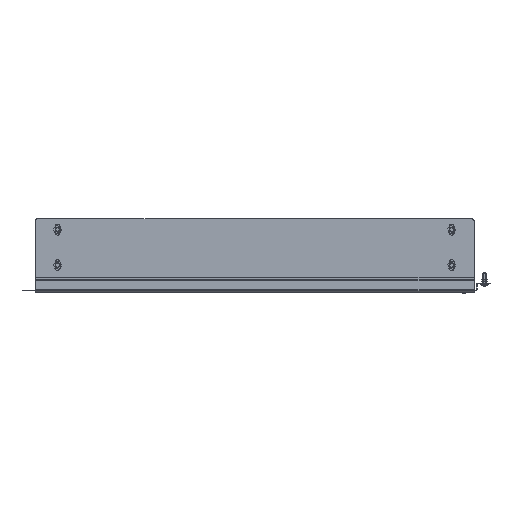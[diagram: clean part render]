
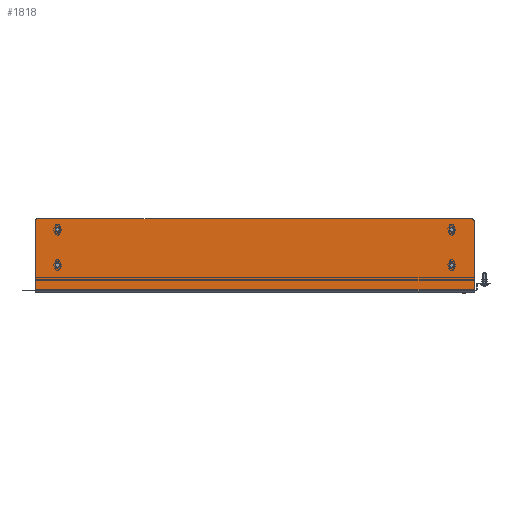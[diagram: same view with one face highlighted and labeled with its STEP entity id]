
A CAD part, front view. The second image highlights one B-rep face of the part: STEP entity #1818.
In plain terms, the highlighted planar face has unit normal (0, -1, 0).
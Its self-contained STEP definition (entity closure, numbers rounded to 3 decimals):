
#1734 = AXIS2_PLACEMENT_3D ( 'NONE', #25996, #3517, #12260 ) ;
#1754 = CIRCLE ( 'NONE', #1734, 4.5 ) ;
#1802 = CARTESIAN_POINT ( 'NONE',  ( 360., 0., 114. ) ) ;
#1818 = ADVANCED_FACE ( 'NONE', ( #19955, #28889, #29191, #8527, #8223 ), #13205, .F. ) ;
#2488 = CIRCLE ( 'NONE', #17943, 4.5 ) ;
#2895 = EDGE_LOOP ( 'NONE', ( #23523, #3797 ) ) ;
#2927 = CARTESIAN_POINT ( 'NONE',  ( -360., 0., 118.5 ) ) ;
#3517 = DIRECTION ( 'NONE',  ( 0., 1., 0. ) ) ;
#3663 = LINE ( 'NONE', #28867, #14767 ) ;
#3797 = ORIENTED_EDGE ( 'NONE', *, *, #7206, .T. ) ;
#4180 = VERTEX_POINT ( 'NONE', #5818 ) ;
#4663 = AXIS2_PLACEMENT_3D ( 'NONE', #24653, #10937, #10502 ) ;
#4695 = CARTESIAN_POINT ( 'NONE',  ( 401., 0., 129. ) ) ;
#5015 = VERTEX_POINT ( 'NONE', #23184 ) ;
#5818 = CARTESIAN_POINT ( 'NONE',  ( -396., 0., 134. ) ) ;
#5830 = DIRECTION ( 'NONE',  ( 0., 0., 1. ) ) ;
#6028 = AXIS2_PLACEMENT_3D ( 'NONE', #19665, #28881, #15304 ) ;
#6534 = CIRCLE ( 'NONE', #6028, 4.5 ) ;
#7206 = EDGE_CURVE ( 'NONE', #5015, #19959, #24946, .T. ) ;
#7599 = DIRECTION ( 'NONE',  ( 0., 0., -1. ) ) ;
#7615 = CARTESIAN_POINT ( 'NONE',  ( 360., 0., 49. ) ) ;
#7665 = ORIENTED_EDGE ( 'NONE', *, *, #28804, .T. ) ;
#7820 = VERTEX_POINT ( 'NONE', #2927 ) ;
#7951 = CARTESIAN_POINT ( 'NONE',  ( 360., 0., 53.5 ) ) ;
#8018 = CIRCLE ( 'NONE', #23413, 5. ) ;
#8054 = DIRECTION ( 'NONE',  ( 0., 0., 1. ) ) ;
#8132 = ORIENTED_EDGE ( 'NONE', *, *, #28857, .T. ) ;
#8223 = FACE_OUTER_BOUND ( 'NONE', #14713, .T. ) ;
#8527 = FACE_BOUND ( 'NONE', #15890, .T. ) ;
#8625 = EDGE_LOOP ( 'NONE', ( #24997, #13039 ) ) ;
#8751 = DIRECTION ( 'NONE',  ( 0., 0., 1. ) ) ;
#9305 = LINE ( 'NONE', #27404, #13736 ) ;
#9363 = CARTESIAN_POINT ( 'NONE',  ( 360., 0., 44.5 ) ) ;
#9450 = VERTEX_POINT ( 'NONE', #7951 ) ;
#9861 = DIRECTION ( 'NONE',  ( 0., 0., 1. ) ) ;
#10157 = CARTESIAN_POINT ( 'NONE',  ( -360., 0., 114. ) ) ;
#10158 = CARTESIAN_POINT ( 'NONE',  ( -360., 0., 53.5 ) ) ;
#10502 = DIRECTION ( 'NONE',  ( 0., 0., 1. ) ) ;
#10698 = AXIS2_PLACEMENT_3D ( 'NONE', #7615, #27818, #16816 ) ;
#10937 = DIRECTION ( 'NONE',  ( 0., 1., 0. ) ) ;
#11003 = VERTEX_POINT ( 'NONE', #10158 ) ;
#11115 = DIRECTION ( 'NONE',  ( 0., 0., -1. ) ) ;
#11287 = VERTEX_POINT ( 'NONE', #14753 ) ;
#11610 = VECTOR ( 'NONE', #16125, 1000. ) ;
#11664 = CIRCLE ( 'NONE', #10698, 4.5 ) ;
#11884 = EDGE_CURVE ( 'NONE', #28584, #9450, #6534, .T. ) ;
#12158 = EDGE_CURVE ( 'NONE', #7820, #16078, #24736, .T. ) ;
#12260 = DIRECTION ( 'NONE',  ( 0., 0., 1. ) ) ;
#12577 = ORIENTED_EDGE ( 'NONE', *, *, #12959, .F. ) ;
#12959 = EDGE_CURVE ( 'NONE', #13684, #24232, #15679, .T. ) ;
#13039 = ORIENTED_EDGE ( 'NONE', *, *, #11884, .T. ) ;
#13128 = EDGE_CURVE ( 'NONE', #11287, #11003, #15464, .T. ) ;
#13205 = PLANE ( 'NONE',  #4663 ) ;
#13266 = AXIS2_PLACEMENT_3D ( 'NONE', #28555, #21466, #26152 ) ;
#13608 = CARTESIAN_POINT ( 'NONE',  ( 360., 0., 114. ) ) ;
#13684 = VERTEX_POINT ( 'NONE', #20401 ) ;
#13736 = VECTOR ( 'NONE', #11115, 1000. ) ;
#14174 = LINE ( 'NONE', #23356, #24362 ) ;
#14713 = EDGE_LOOP ( 'NONE', ( #20061, #19075, #8132, #12577, #26921, #18238 ) ) ;
#14753 = CARTESIAN_POINT ( 'NONE',  ( -360., 0., 44.5 ) ) ;
#14767 = VECTOR ( 'NONE', #7599, 1000. ) ;
#15218 = CARTESIAN_POINT ( 'NONE',  ( -401., 0., 4. ) ) ;
#15304 = DIRECTION ( 'NONE',  ( 0., 0., 1. ) ) ;
#15464 = CIRCLE ( 'NONE', #18360, 4.5 ) ;
#15679 = LINE ( 'NONE', #15977, #11610 ) ;
#15887 = EDGE_CURVE ( 'NONE', #19959, #5015, #2488, .T. ) ;
#15890 = EDGE_LOOP ( 'NONE', ( #19176, #20300 ) ) ;
#15977 = CARTESIAN_POINT ( 'NONE',  ( 401., 0., 4. ) ) ;
#16078 = VERTEX_POINT ( 'NONE', #28581 ) ;
#16125 = DIRECTION ( 'NONE',  ( -1., 0., 0. ) ) ;
#16437 = EDGE_CURVE ( 'NONE', #11003, #11287, #27122, .T. ) ;
#16816 = DIRECTION ( 'NONE',  ( 0., 0., 1. ) ) ;
#16823 = VERTEX_POINT ( 'NONE', #4695 ) ;
#17500 = AXIS2_PLACEMENT_3D ( 'NONE', #21005, #21298, #9861 ) ;
#17943 = AXIS2_PLACEMENT_3D ( 'NONE', #1802, #29416, #8751 ) ;
#18238 = ORIENTED_EDGE ( 'NONE', *, *, #28939, .T. ) ;
#18360 = AXIS2_PLACEMENT_3D ( 'NONE', #26197, #28765, #5830 ) ;
#18381 = EDGE_CURVE ( 'NONE', #16823, #13684, #9305, .T. ) ;
#18549 = CIRCLE ( 'NONE', #13266, 5. ) ;
#18640 = ORIENTED_EDGE ( 'NONE', *, *, #12158, .T. ) ;
#18804 = VERTEX_POINT ( 'NONE', #22665 ) ;
#18847 = DIRECTION ( 'NONE',  ( -1., 0., 0. ) ) ;
#19027 = DIRECTION ( 'NONE',  ( 0., 1., 0. ) ) ;
#19075 = ORIENTED_EDGE ( 'NONE', *, *, #27897, .T. ) ;
#19176 = ORIENTED_EDGE ( 'NONE', *, *, #16437, .T. ) ;
#19349 = EDGE_CURVE ( 'NONE', #26109, #4180, #14174, .T. ) ;
#19492 = CARTESIAN_POINT ( 'NONE',  ( 396., 0., 129. ) ) ;
#19665 = CARTESIAN_POINT ( 'NONE',  ( 360., 0., 49. ) ) ;
#19955 = FACE_BOUND ( 'NONE', #8625, .T. ) ;
#19959 = VERTEX_POINT ( 'NONE', #24094 ) ;
#20061 = ORIENTED_EDGE ( 'NONE', *, *, #19349, .T. ) ;
#20111 = AXIS2_PLACEMENT_3D ( 'NONE', #13608, #28994, #24913 ) ;
#20300 = ORIENTED_EDGE ( 'NONE', *, *, #13128, .T. ) ;
#20401 = CARTESIAN_POINT ( 'NONE',  ( 401., 0., 4. ) ) ;
#20724 = CARTESIAN_POINT ( 'NONE',  ( 396., 0., 134. ) ) ;
#21005 = CARTESIAN_POINT ( 'NONE',  ( -360., 0., 49. ) ) ;
#21298 = DIRECTION ( 'NONE',  ( 0., 1., 0. ) ) ;
#21435 = DIRECTION ( 'NONE',  ( 0., 0., 1. ) ) ;
#21466 = DIRECTION ( 'NONE',  ( 0., -1., 0. ) ) ;
#22349 = AXIS2_PLACEMENT_3D ( 'NONE', #10157, #19027, #21435 ) ;
#22665 = CARTESIAN_POINT ( 'NONE',  ( -401., 0., 129. ) ) ;
#23184 = CARTESIAN_POINT ( 'NONE',  ( 360., 0., 109.5 ) ) ;
#23356 = CARTESIAN_POINT ( 'NONE',  ( 401., 0., 134. ) ) ;
#23413 = AXIS2_PLACEMENT_3D ( 'NONE', #19492, #28707, #8054 ) ;
#23523 = ORIENTED_EDGE ( 'NONE', *, *, #15887, .T. ) ;
#24094 = CARTESIAN_POINT ( 'NONE',  ( 360., 0., 118.5 ) ) ;
#24232 = VERTEX_POINT ( 'NONE', #15218 ) ;
#24362 = VECTOR ( 'NONE', #18847, 1000. ) ;
#24653 = CARTESIAN_POINT ( 'NONE',  ( 401., 0., 0. ) ) ;
#24736 = CIRCLE ( 'NONE', #22349, 4.5 ) ;
#24913 = DIRECTION ( 'NONE',  ( 0., 0., 1. ) ) ;
#24946 = CIRCLE ( 'NONE', #20111, 4.5 ) ;
#24997 = ORIENTED_EDGE ( 'NONE', *, *, #25069, .T. ) ;
#25069 = EDGE_CURVE ( 'NONE', #9450, #28584, #11664, .T. ) ;
#25996 = CARTESIAN_POINT ( 'NONE',  ( -360., 0., 114. ) ) ;
#26109 = VERTEX_POINT ( 'NONE', #20724 ) ;
#26152 = DIRECTION ( 'NONE',  ( 0., 0., 1. ) ) ;
#26197 = CARTESIAN_POINT ( 'NONE',  ( -360., 0., 49. ) ) ;
#26921 = ORIENTED_EDGE ( 'NONE', *, *, #18381, .F. ) ;
#27038 = EDGE_LOOP ( 'NONE', ( #18640, #7665 ) ) ;
#27122 = CIRCLE ( 'NONE', #17500, 4.5 ) ;
#27404 = CARTESIAN_POINT ( 'NONE',  ( 401., 0., 0. ) ) ;
#27818 = DIRECTION ( 'NONE',  ( 0., 1., 0. ) ) ;
#27897 = EDGE_CURVE ( 'NONE', #4180, #18804, #18549, .T. ) ;
#28555 = CARTESIAN_POINT ( 'NONE',  ( -396., 0., 129. ) ) ;
#28581 = CARTESIAN_POINT ( 'NONE',  ( -360., 0., 109.5 ) ) ;
#28584 = VERTEX_POINT ( 'NONE', #9363 ) ;
#28707 = DIRECTION ( 'NONE',  ( 0., -1., 0. ) ) ;
#28765 = DIRECTION ( 'NONE',  ( 0., 1., 0. ) ) ;
#28804 = EDGE_CURVE ( 'NONE', #16078, #7820, #1754, .T. ) ;
#28857 = EDGE_CURVE ( 'NONE', #18804, #24232, #3663, .T. ) ;
#28867 = CARTESIAN_POINT ( 'NONE',  ( -401., 0., 0. ) ) ;
#28881 = DIRECTION ( 'NONE',  ( 0., 1., 0. ) ) ;
#28889 = FACE_BOUND ( 'NONE', #2895, .T. ) ;
#28939 = EDGE_CURVE ( 'NONE', #16823, #26109, #8018, .T. ) ;
#28994 = DIRECTION ( 'NONE',  ( 0., 1., 0. ) ) ;
#29191 = FACE_BOUND ( 'NONE', #27038, .T. ) ;
#29416 = DIRECTION ( 'NONE',  ( 0., 1., 0. ) ) ;
